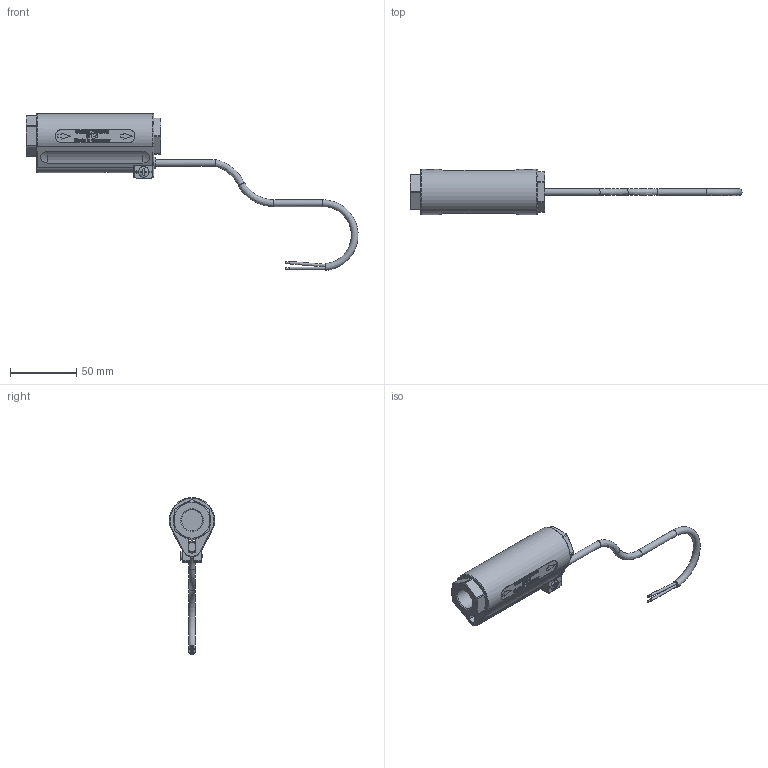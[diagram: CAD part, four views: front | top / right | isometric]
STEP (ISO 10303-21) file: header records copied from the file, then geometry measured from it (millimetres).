
FILE_DESCRIPTION(/* description */ ('Unknown'),/* implementation_level */ '2;1');
FILE_NAME(/* name */ '200005501',/* time_stamp */ '2020-09-28T09:45:37+02:00',/* author */ ('Unknown'),/* organization */ ('Unknown'),/* preprocessor_version */ 'ST-DEVELOPER v16.7',/* originating_system */ 'Solid Edge',/* authorisation */ 'Unknown');
FILE_SCHEMA (('AUTOMOTIVE_DESIGN {1 0 10303 214 3 1 1}'));
Products named in the file (1): Part6
Bounding box: 249.84 x 34 x 118.02 mm (x, y, z)
Volume: 98405.7 mm3; surface area: 40298.1 mm2
Topology: 1 solids, 1 shells, 1269 faces, 3254 edges, 2144 vertices
Faces by surface type: plane 835, bspline 205, cylinder 160, cone 51, sphere 13, torus 5
Full cylindrical faces by diameter (mm): 0.203 x4, 3.1 x1, 3.12 x1, 3.3 x1, 4 x1, 4.2 x2, 5.1 x2, 6 x2, 6.5 x1, 7.8 x1, 8 x2, 9 x1, 15.33 x1, 15.81 x1
Entity records: 58410 total; most frequent: CARTESIAN_POINT 21729, ORIENTED_EDGE 6338, DIRECTION 4414, EDGE_CURVE 3169, VERTEX_POINT 2131, EDGE_LOOP 1524, FACE_BOUND 1524, LINE 1520
